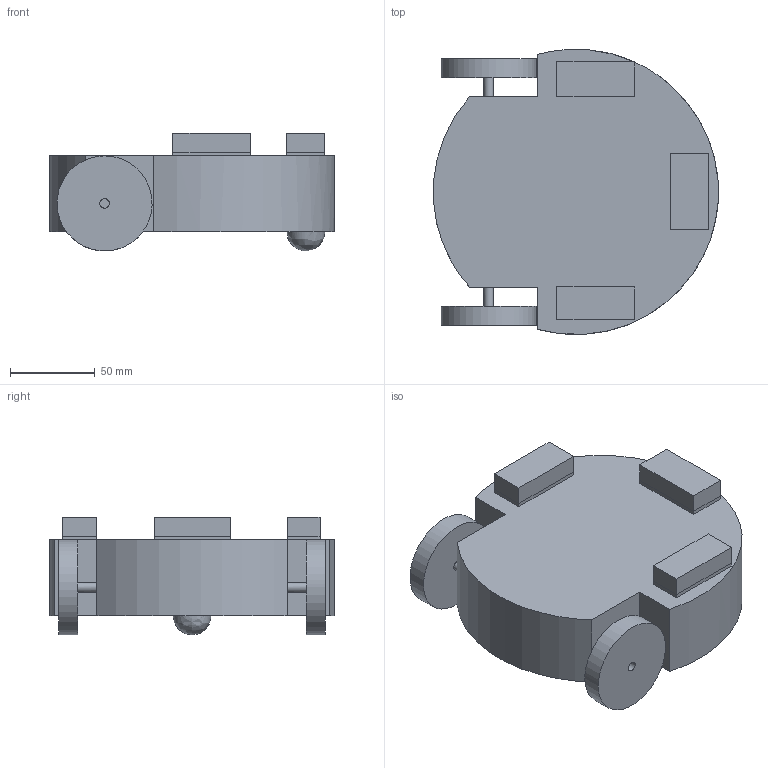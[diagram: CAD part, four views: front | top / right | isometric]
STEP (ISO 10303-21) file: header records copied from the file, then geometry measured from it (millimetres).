
FILE_DESCRIPTION(('FreeCAD Model'),'2;1');
FILE_NAME('Open CASCADE Shape Model','2025-04-25T20:01:02',('FreeCAD'),( 'FreeCAD'),'Open CASCADE STEP processor 7.6','FreeCAD','Unknown');
FILE_SCHEMA(('AUTOMOTIVE_DESIGN { 1 0 10303 214 1 1 1 1 }'));
Length unit declared in the file: millimetre
Products named in the file (1): Open CASCADE STEP translator 7.6 1
Bounding box: 168.5 x 168.47 x 69.72 mm (x, y, z)
Surface area: 189060 mm2
Topology: 14 solids, 14 shells, 112 faces, 230 edges, 152 vertices
Faces by surface type: bspline 112
Entity records: 2968 total; most frequent: CARTESIAN_POINT 1439, ORIENTED_EDGE 456, EDGE_CURVE 228, B_SPLINE_CURVE_WITH_KNOTS 188, VERTEX_POINT 152, FACE_BOUND 128, EDGE_LOOP 128, ADVANCED_FACE 112
